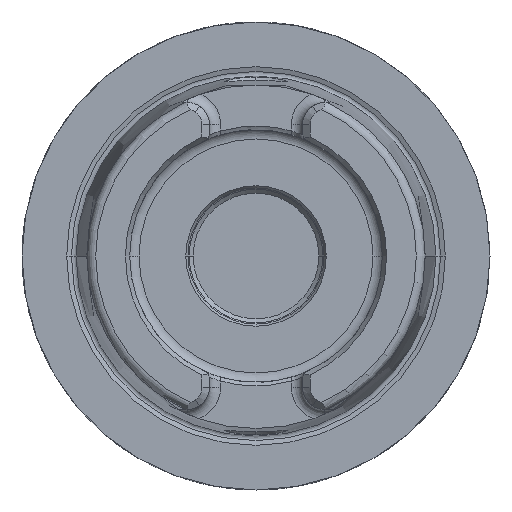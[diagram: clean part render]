
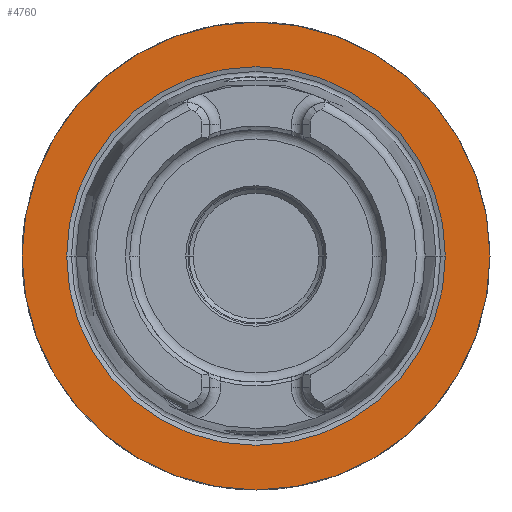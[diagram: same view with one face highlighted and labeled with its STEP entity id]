
A CAD part, left-side view. The second image highlights one B-rep face of the part: STEP entity #4760.
In plain terms, the highlighted planar face has unit normal (-1, 0, 0).
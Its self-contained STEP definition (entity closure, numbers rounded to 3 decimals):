
#1068=CARTESIAN_POINT('',(0.,0.,0.));
#1069=DIRECTION('',(1.,0.,0.));
#1070=DIRECTION('',(0.,1.,0.));
#1071=AXIS2_PLACEMENT_3D('',#1068,#1069,#1070);
#1073=CARTESIAN_POINT('',(0.,0.,0.));
#1074=DIRECTION('',(-1.,0.,0.));
#1075=DIRECTION('',(0.,1.,0.));
#1076=AXIS2_PLACEMENT_3D('',#1073,#1074,#1075);
#1078=CARTESIAN_POINT('',(0.,0.,0.));
#1079=DIRECTION('',(-1.,0.,0.));
#1080=DIRECTION('',(0.,-1.,0.));
#1081=AXIS2_PLACEMENT_3D('',#1078,#1079,#1080);
#1083=CARTESIAN_POINT('',(0.,0.,0.));
#1084=DIRECTION('',(-1.,0.,0.));
#1085=DIRECTION('',(0.,1.,0.));
#1086=AXIS2_PLACEMENT_3D('',#1083,#1084,#1085);
#2964=CARTESIAN_POINT('',(0.,31.5,0.));
#2965=CARTESIAN_POINT('',(0.,-31.5,0.));
#2966=VERTEX_POINT('',#2964);
#2967=VERTEX_POINT('',#2965);
#2992=CARTESIAN_POINT('',(0.,-25.49,0.));
#2993=VERTEX_POINT('',#2992);
#2994=CARTESIAN_POINT('',(0.,25.49,0.));
#2995=VERTEX_POINT('',#2994);
#4745=CARTESIAN_POINT('',(0.,0.,0.));
#4746=DIRECTION('',(1.,0.,0.));
#4747=DIRECTION('',(0.,-1.,0.));
#4748=AXIS2_PLACEMENT_3D('',#4745,#4746,#4747);
#4749=PLANE('',#4748);
#4751=ORIENTED_EDGE('',*,*,#4750,.T.);
#4753=ORIENTED_EDGE('',*,*,#4752,.F.);
#4754=EDGE_LOOP('',(#4751,#4753));
#4755=FACE_OUTER_BOUND('',#4754,.F.);
#4756=ORIENTED_EDGE('',*,*,#4740,.T.);
#4757=ORIENTED_EDGE('',*,*,#4724,.T.);
#4758=EDGE_LOOP('',(#4756,#4757));
#4759=FACE_BOUND('',#4758,.F.);
#4760=ADVANCED_FACE('',(#4755,#4759),#4749,.F.);
#1072=CIRCLE('',#1071,31.5);
#1077=CIRCLE('',#1076,31.5);
#1082=CIRCLE('',#1081,25.49);
#1087=CIRCLE('',#1086,25.49);
#4724=EDGE_CURVE('',#2995,#2993,#1087,.T.);
#4740=EDGE_CURVE('',#2993,#2995,#1082,.T.);
#4750=EDGE_CURVE('',#2966,#2967,#1072,.T.);
#4752=EDGE_CURVE('',#2966,#2967,#1077,.T.);
